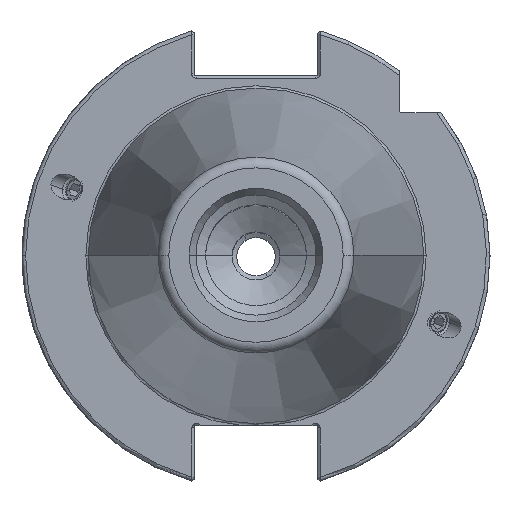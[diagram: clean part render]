
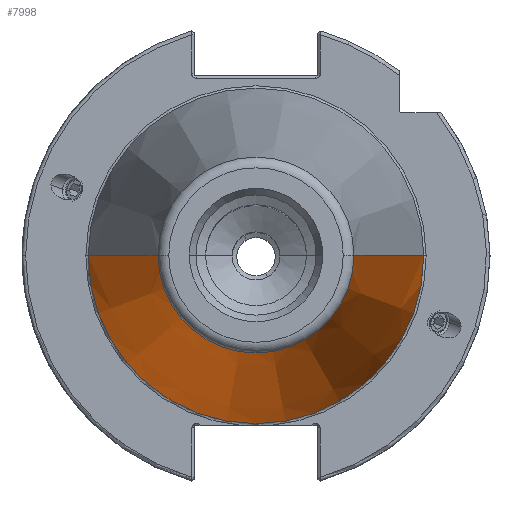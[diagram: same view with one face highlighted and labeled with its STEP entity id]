
A CAD part, top view. The second image highlights one B-rep face of the part: STEP entity #7998.
In plain terms, the highlighted conical face has half-angle 8.297 degrees and reference radius 20.108 mm.
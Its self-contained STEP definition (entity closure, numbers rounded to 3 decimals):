
#553 = DIRECTION ( 'NONE',  ( -0.144, 0., -0.99 ) ) ;
#865 = DIRECTION ( 'NONE',  ( -1., 0., 0. ) ) ;
#1877 = CARTESIAN_POINT ( 'NONE',  ( 34.925, 0., 0. ) ) ;
#1947 = ORIENTED_EDGE ( 'NONE', *, *, #4562, .F. ) ;
#2068 = CARTESIAN_POINT ( 'NONE',  ( -20.389, 0., 99.675 ) ) ;
#3400 = CARTESIAN_POINT ( 'NONE',  ( 0., 0., 99.675 ) ) ;
#3564 = CONICAL_SURFACE ( 'NONE', #12687, 20.108, 0.145 ) ;
#3811 = CARTESIAN_POINT ( 'NONE',  ( -34.925, 0., 0. ) ) ;
#4139 = AXIS2_PLACEMENT_3D ( 'NONE', #4612, #12152, #5697 ) ;
#4153 = VECTOR ( 'NONE', #7514, 1000. ) ;
#4241 = VERTEX_POINT ( 'NONE', #6169 ) ;
#4493 = DIRECTION ( 'NONE',  ( 1., 0., 0. ) ) ;
#4562 = EDGE_CURVE ( 'NONE', #12525, #11106, #4791, .T. ) ;
#4612 = CARTESIAN_POINT ( 'NONE',  ( 0., 0., 0. ) ) ;
#4791 = CIRCLE ( 'NONE', #4139, 34.925 ) ;
#5360 = CARTESIAN_POINT ( 'NONE',  ( 20.108, 0., 101.6 ) ) ;
#5697 = DIRECTION ( 'NONE',  ( -1., 0., 0. ) ) ;
#5968 = CIRCLE ( 'NONE', #8883, 20.389 ) ;
#6051 = ORIENTED_EDGE ( 'NONE', *, *, #8819, .F. ) ;
#6169 = CARTESIAN_POINT ( 'NONE',  ( 20.389, 0., 99.675 ) ) ;
#6952 = CARTESIAN_POINT ( 'NONE',  ( -20.108, 0., 101.6 ) ) ;
#7514 = DIRECTION ( 'NONE',  ( 0.144, 0., -0.99 ) ) ;
#7662 = EDGE_CURVE ( 'NONE', #4241, #9956, #5968, .T. ) ;
#7670 = LINE ( 'NONE', #6952, #10517 ) ;
#7880 = EDGE_CURVE ( 'NONE', #9956, #11106, #7670, .T. ) ;
#7998 = ADVANCED_FACE ( 'NONE', ( #10681 ), #3564, .T. ) ;
#8318 = ORIENTED_EDGE ( 'NONE', *, *, #7662, .T. ) ;
#8819 = EDGE_CURVE ( 'NONE', #4241, #12525, #12702, .T. ) ;
#8883 = AXIS2_PLACEMENT_3D ( 'NONE', #3400, #10946, #4493 ) ;
#9717 = EDGE_LOOP ( 'NONE', ( #6051, #8318, #12168, #1947 ) ) ;
#9956 = VERTEX_POINT ( 'NONE', #2068 ) ;
#10515 = DIRECTION ( 'NONE',  ( 0., 0., -1. ) ) ;
#10517 = VECTOR ( 'NONE', #553, 1000. ) ;
#10681 = FACE_OUTER_BOUND ( 'NONE', #9717, .T. ) ;
#10946 = DIRECTION ( 'NONE',  ( 0., 0., -1. ) ) ;
#11106 = VERTEX_POINT ( 'NONE', #3811 ) ;
#12152 = DIRECTION ( 'NONE',  ( 0., 0., -1. ) ) ;
#12168 = ORIENTED_EDGE ( 'NONE', *, *, #7880, .T. ) ;
#12525 = VERTEX_POINT ( 'NONE', #1877 ) ;
#12687 = AXIS2_PLACEMENT_3D ( 'NONE', #13745, #10515, #865 ) ;
#12702 = LINE ( 'NONE', #5360, #4153 ) ;
#13745 = CARTESIAN_POINT ( 'NONE',  ( 0., 0., 101.6 ) ) ;
